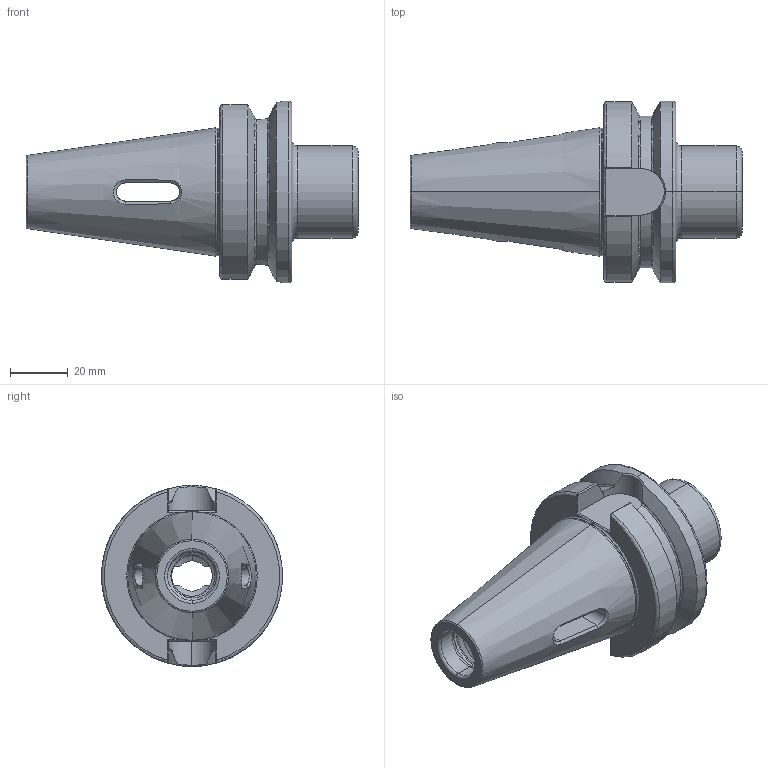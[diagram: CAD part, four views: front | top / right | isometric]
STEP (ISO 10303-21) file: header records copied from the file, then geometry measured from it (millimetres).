
FILE_DESCRIPTION (( 'STEP AP203' ), '1' );
FILE_NAME ('405.07.02.STEP', '2016-08-01T05:10:54', ( '' ), ( '' ), 'SwSTEP 2.0', 'SolidWorks 2012', '' );
FILE_SCHEMA (( 'CONFIG_CONTROL_DESIGN' ));
Length unit declared in the file: millimetre
Products named in the file (1): 405.07.02
Bounding box: 115.4 x 63 x 63 mm (x, y, z)
Volume: 127202.2 mm3; surface area: 27387.6 mm2
Topology: 1 solids, 1 shells, 146 faces, 379 edges, 235 vertices
Faces by surface type: cylinder 46, plane 35, torus 29, cone 18, bspline 18
Entity records: 9849 total; most frequent: CARTESIAN_POINT 6490, ORIENTED_EDGE 758, DIRECTION 607, EDGE_CURVE 379, AXIS2_PLACEMENT_3D 241, VERTEX_POINT 235, EDGE_LOOP 152, FACE_OUTER_BOUND 146
